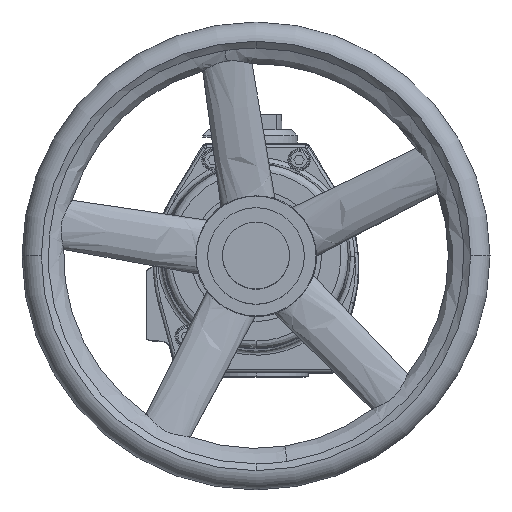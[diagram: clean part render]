
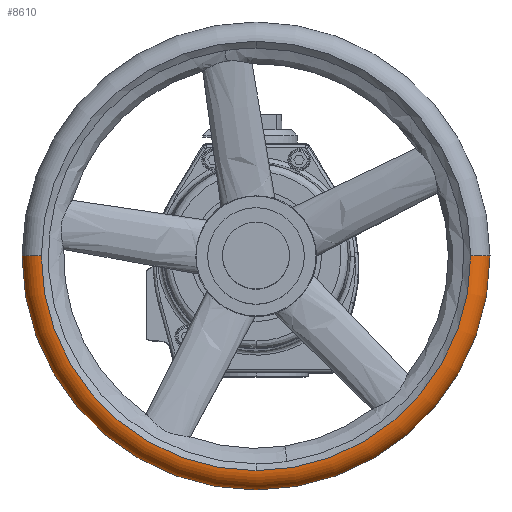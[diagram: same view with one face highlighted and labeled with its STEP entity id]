
A CAD part, top view. The second image highlights one B-rep face of the part: STEP entity #8610.
In plain terms, the highlighted toroidal (fillet/blend) face has major radius 144.5 mm and minor radius 13 mm.
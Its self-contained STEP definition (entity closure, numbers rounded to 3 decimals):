
#426 = AXIS2_PLACEMENT_3D ( 'NONE', #7358, #13289, #6003 ) ;
#548 = DIRECTION ( 'NONE',  ( 0., 0., 1. ) ) ;
#752 = TOROIDAL_SURFACE ( 'NONE', #426, 144.5, 13. ) ;
#785 = AXIS2_PLACEMENT_3D ( 'NONE', #2463, #18482, #8414 ) ;
#952 = FACE_OUTER_BOUND ( 'NONE', #17512, .T. ) ;
#1232 = CARTESIAN_POINT ( 'NONE',  ( 0., -144.5, -185.6 ) ) ;
#2440 = ORIENTED_EDGE ( 'NONE', *, *, #6717, .T. ) ;
#2463 = CARTESIAN_POINT ( 'NONE',  ( 0., 0., -185.6 ) ) ;
#2847 = DIRECTION ( 'NONE',  ( -1., 0., 0. ) ) ;
#3264 = VERTEX_POINT ( 'NONE', #1232 ) ;
#3547 = ORIENTED_EDGE ( 'NONE', *, *, #8994, .T. ) ;
#4036 = DIRECTION ( 'NONE',  ( 0., 0., -1. ) ) ;
#4854 = ORIENTED_EDGE ( 'NONE', *, *, #11997, .T. ) ;
#4960 = CARTESIAN_POINT ( 'NONE',  ( 0., 0., -211.6 ) ) ;
#6003 = DIRECTION ( 'NONE',  ( -1., 0., 0. ) ) ;
#6367 = CARTESIAN_POINT ( 'NONE',  ( 144.5, 0., -185.6 ) ) ;
#6717 = EDGE_CURVE ( 'NONE', #15292, #3264, #15207, .T. ) ;
#7063 = EDGE_CURVE ( 'NONE', #15292, #7730, #13828, .T. ) ;
#7358 = CARTESIAN_POINT ( 'NONE',  ( 0., 0., -198.6 ) ) ;
#7730 = VERTEX_POINT ( 'NONE', #15800 ) ;
#7871 = AXIS2_PLACEMENT_3D ( 'NONE', #8659, #10129, #2847 ) ;
#8414 = DIRECTION ( 'NONE',  ( 1., 0., 0. ) ) ;
#8429 = DIRECTION ( 'NONE',  ( 0., -1., 0. ) ) ;
#8610 = ADVANCED_FACE ( 'NONE', ( #952 ), #752, .T. ) ;
#8650 = VERTEX_POINT ( 'NONE', #9389 ) ;
#8659 = CARTESIAN_POINT ( 'NONE',  ( 144.5, 0., -198.6 ) ) ;
#8994 = EDGE_CURVE ( 'NONE', #3264, #8650, #13987, .T. ) ;
#9245 = CARTESIAN_POINT ( 'NONE',  ( 0., 0., -185.6 ) ) ;
#9389 = CARTESIAN_POINT ( 'NONE',  ( -144.5, 0., -185.6 ) ) ;
#9775 = CARTESIAN_POINT ( 'NONE',  ( -144.5, 0., -198.6 ) ) ;
#10129 = DIRECTION ( 'NONE',  ( 0., 1., 0. ) ) ;
#10599 = VERTEX_POINT ( 'NONE', #11262 ) ;
#11158 = ORIENTED_EDGE ( 'NONE', *, *, #16704, .T. ) ;
#11262 = CARTESIAN_POINT ( 'NONE',  ( -144.5, 0., -211.6 ) ) ;
#11997 = EDGE_CURVE ( 'NONE', #10599, #7730, #13941, .T. ) ;
#13289 = DIRECTION ( 'NONE',  ( 0., 0., -1. ) ) ;
#13567 = ORIENTED_EDGE ( 'NONE', *, *, #7063, .F. ) ;
#13828 = CIRCLE ( 'NONE', #7871, 13. ) ;
#13941 = CIRCLE ( 'NONE', #16616, 144.5 ) ;
#13987 = CIRCLE ( 'NONE', #785, 144.5 ) ;
#14098 = DIRECTION ( 'NONE',  ( 1., 0., 0. ) ) ;
#15207 = CIRCLE ( 'NONE', #18113, 144.5 ) ;
#15292 = VERTEX_POINT ( 'NONE', #6367 ) ;
#15501 = DIRECTION ( 'NONE',  ( 0., 0., -1. ) ) ;
#15800 = CARTESIAN_POINT ( 'NONE',  ( 144.5, 0., -211.6 ) ) ;
#16176 = CIRCLE ( 'NONE', #17362, 13. ) ;
#16616 = AXIS2_PLACEMENT_3D ( 'NONE', #4960, #548, #16692 ) ;
#16692 = DIRECTION ( 'NONE',  ( -1., 0., 0. ) ) ;
#16704 = EDGE_CURVE ( 'NONE', #8650, #10599, #16176, .T. ) ;
#17362 = AXIS2_PLACEMENT_3D ( 'NONE', #9775, #8429, #4036 ) ;
#17512 = EDGE_LOOP ( 'NONE', ( #13567, #2440, #3547, #11158, #4854 ) ) ;
#18113 = AXIS2_PLACEMENT_3D ( 'NONE', #9245, #15501, #14098 ) ;
#18482 = DIRECTION ( 'NONE',  ( 0., 0., -1. ) ) ;
